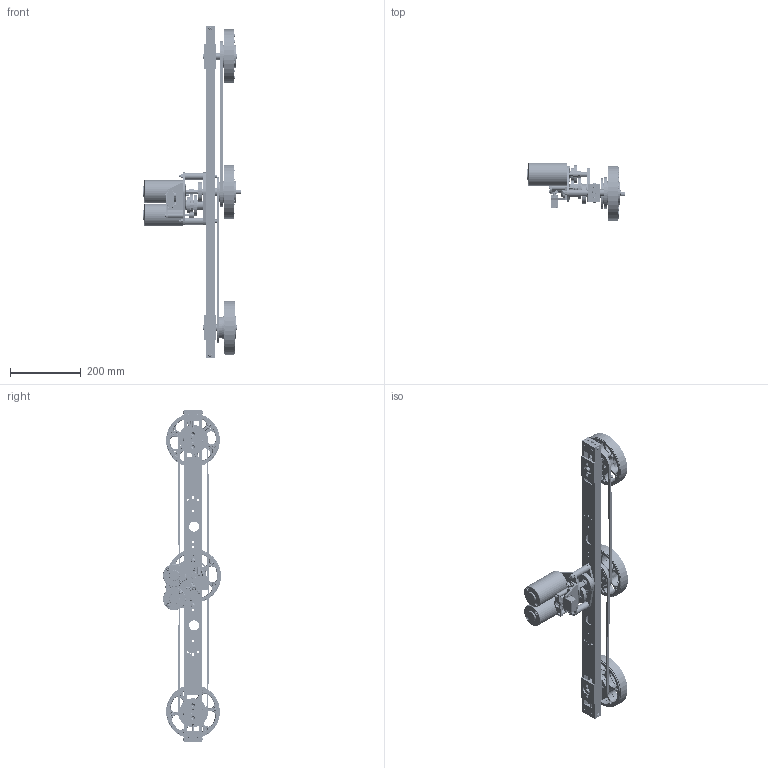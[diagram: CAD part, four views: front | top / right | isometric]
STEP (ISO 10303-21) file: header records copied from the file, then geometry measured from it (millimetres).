
FILE_DESCRIPTION((''),'2;1');
FILE_NAME('sl_6wd_6in_plaction_with_ss.stp','2011-12-13T23:57:47',('ajlapp'),(''),'Autodesk Inventor 2012','Autodesk Inventor 2012','');
FILE_SCHEMA(('AUTOMOTIVE_DESIGN { 1 0 10303 214 1 1 1 1 }'));
Length unit declared in the file: inch
Products named in the file (94): sl_chassis_long_6in_plaction_ss_production_6wd; sl_tube_long_asm_revB_6wd; sl_tube_long_revB; axle_block; sl_axle_block_neutral; clamp_plate_adjustable; brf-08; sl__end_plug; 91251A552; bhcs_91255A242; 6Plaction-asm_center; 6MW_d01A; 10-32x1000shcsA; 10-32_locknutA; wedge_top_tread; ball_bearing_60355K150; NONE; NONEA; NONEB; NONEC; NONED; NONEE; NONEF; NONEG; NONEH; NONEI; NONEJ; NONEK; AM_36t_sprocket; first_wheel_shaft; plaction_wheel_bushing; 6Plaction_thick_spacer; 372_spacer; 6Plaction_asm_hex_hub_6wd_center; AM_500_key_hub; AM_32t_sprocket; 062_sprocket_spacer; sl_dead_axle_bush_drive; 221_ss_asm_SL_dead_axle_6wd; super_d101 ...
Assembly tree (186 placements, depth 6):
  sl_chassis_long_6in_plaction_ss_production_6wd
    sl_tube_long_asm_revB_6wd
      sl_tube_long_revB
      axle_block  x2
        sl_axle_block_neutral
        clamp_plate_adjustable
      brf-08
      sl__end_plug  x2
      91251A552  x2
      bhcs_91255A242  x4
    6Plaction-asm_center
      6MW_d01A  x2
      10-32x1000shcsA  x6
      10-32_locknutA  x6
      wedge_top_tread
      ball_bearing_60355K150  x2
        NONE
        NONEA
        NONEB
        NONEC
        NONED
        NONEE
        NONEF
        NONEG
        NONEH
        NONEI
        NONEJ
        NONEK
      AM_36t_sprocket
      first_wheel_shaft
      bhcs_91255A242  x6
      plaction_wheel_bushing
    6Plaction_thick_spacer
      6MW_d01A  x2
      10-32x1000shcsA  x6
      10-32_locknutA  x6
      wedge_top_tread
      ball_bearing_60355K150  x2
        NONE
        NONEA
        NONEB
        NONEC
        NONED
        NONEE
        NONEF
        NONEG
        NONEH
        NONEI
        NONEJ
        NONEK
      AM_36t_sprocket
      first_wheel_shaft
      bhcs_91255A242  x6
      372_spacer
      plaction_wheel_bushing
    6Plaction_asm_hex_hub_6wd_center
      6MW_d01A  x2
      10-32x1000shcsA  x6
      10-32_locknutA  x6
      wedge_top_tread
Bounding box: 277.37 x 164.09 x 939.8 mm (x, y, z)
Volume: 2587024.3 mm3; surface area: 1054890.8 mm2
Topology: 211 solids, 211 shells, 8119 faces, 19087 edges, 11684 vertices
Faces by surface type: cylinder 2791, plane 2274, cone 1674, sphere 511, bspline 444, torus 425
Full cylindrical faces by diameter (mm): 1.3 x16, 1.524 x4, 1.587 x2, 1.8 x4, 1.941 x4, 2 x1, 2.156 x4, 2.337 x2, 2.381 x1, 2.489 x2, 2.515 x1, 2.591 x1, 2.7 x1, 2.794 x4, 2.946 x2, 3.307 x4, 3.322 x2, 3.683 x28, 3.962 x14, 3.967 x18, 4.056 x286, 4.623 x4, 4.724 x1, 4.775 x20, 4.826 x266, 4.976 x1, 4.978 x4, 5.08 x24, 5.105 x40, 5.182 x6
Entity records: 73138 total; most frequent: CARTESIAN_POINT 23422, DIRECTION 10302, ORIENTED_EDGE 8632, EDGE_CURVE 4316, AXIS2_PLACEMENT_3D 4295, EDGE_LOOP 3200, VERTEX_POINT 3144, FACE_OUTER_BOUND 2035
